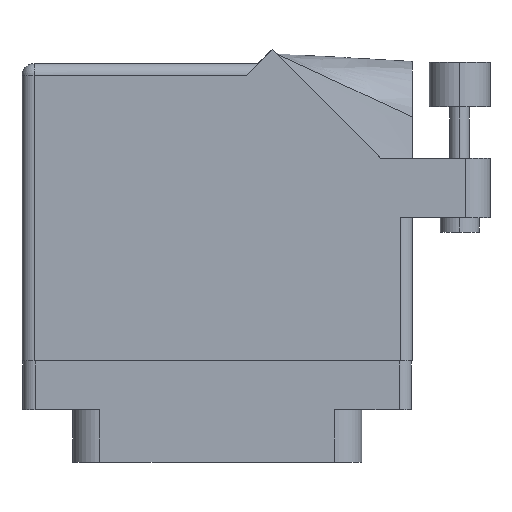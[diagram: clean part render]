
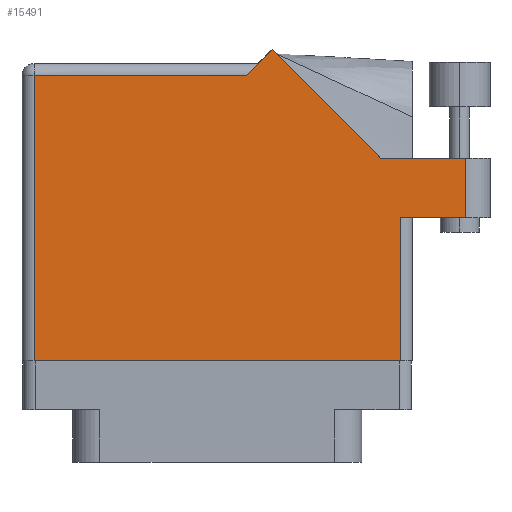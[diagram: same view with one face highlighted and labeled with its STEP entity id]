
A CAD part, front view. The second image highlights one B-rep face of the part: STEP entity #15491.
In plain terms, the highlighted face is planar.
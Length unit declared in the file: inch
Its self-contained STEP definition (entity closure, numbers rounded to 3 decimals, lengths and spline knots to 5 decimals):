
#228 = CARTESIAN_POINT ( 'NONE',  ( 0.83942, 0.944, 0.455 ) ) ;
#1869 = CARTESIAN_POINT ( 'NONE',  ( 1.28, 0.944, 0.455 ) ) ;
#2419 = CARTESIAN_POINT ( 'NONE',  ( -0.943, -0.1, 0.455 ) ) ;
#2824 = ORIENTED_EDGE ( 'NONE', *, *, #34470, .T. ) ;
#2880 = DIRECTION ( 'NONE',  ( -1., 0., 0. ) ) ;
#2943 = DIRECTION ( 'NONE',  ( 0., 1., 0. ) ) ;
#3234 = VERTEX_POINT ( 'NONE', #31794 ) ;
#3314 = EDGE_LOOP ( 'NONE', ( #6641, #12839, #4490, #17167, #25025, #33416, #2824, #7088, #34691 ) ) ;
#3774 = VECTOR ( 'NONE', #30033, 39.37008 ) ;
#4490 = ORIENTED_EDGE ( 'NONE', *, *, #22984, .T. ) ;
#5396 = LINE ( 'NONE', #27705, #32088 ) ;
#5674 = VERTEX_POINT ( 'NONE', #23958 ) ;
#5813 = EDGE_CURVE ( 'NONE', #3234, #25253, #8580, .T. ) ;
#6159 = CARTESIAN_POINT ( 'NONE',  ( 0.28271, 1.50071, 0.455 ) ) ;
#6641 = ORIENTED_EDGE ( 'NONE', *, *, #35508, .T. ) ;
#7045 = VERTEX_POINT ( 'NONE', #6159 ) ;
#7088 = ORIENTED_EDGE ( 'NONE', *, *, #5813, .T. ) ;
#7620 = LINE ( 'NONE', #26186, #12478 ) ;
#7807 = VERTEX_POINT ( 'NONE', #33479 ) ;
#8580 = LINE ( 'NONE', #30146, #28725 ) ;
#11246 = LINE ( 'NONE', #2419, #3774 ) ;
#11325 = EDGE_CURVE ( 'NONE', #27977, #7807, #15171, .T. ) ;
#11366 = DIRECTION ( 'NONE',  ( -1., 0., 0. ) ) ;
#12478 = VECTOR ( 'NONE', #26565, 39.37008 ) ;
#12715 = DIRECTION ( 'NONE',  ( -0.707, 0.707, 0. ) ) ;
#12718 = FACE_OUTER_BOUND ( 'NONE', #3314, .T. ) ;
#12769 = CARTESIAN_POINT ( 'NONE',  ( 0.212, 1.43, 0.455 ) ) ;
#12839 = ORIENTED_EDGE ( 'NONE', *, *, #14434, .T. ) ;
#13539 = EDGE_CURVE ( 'NONE', #35852, #7045, #22467, .T. ) ;
#14434 = EDGE_CURVE ( 'NONE', #5674, #29033, #25864, .T. ) ;
#14454 = CARTESIAN_POINT ( 'NONE',  ( 0.15, 1.368, 0.455 ) ) ;
#15171 = LINE ( 'NONE', #30084, #19571 ) ;
#15491 = ADVANCED_FACE ( 'NONE', ( #12718 ), #30495, .F. ) ;
#16193 = VERTEX_POINT ( 'NONE', #28472 ) ;
#16924 = EDGE_CURVE ( 'NONE', #7045, #27977, #30977, .T. ) ;
#17066 = CARTESIAN_POINT ( 'NONE',  ( 1.28, 0.944, 0.455 ) ) ;
#17167 = ORIENTED_EDGE ( 'NONE', *, *, #13539, .T. ) ;
#17621 = VECTOR ( 'NONE', #2943, 39.37008 ) ;
#19439 = DIRECTION ( 'NONE',  ( 0., 1., 0. ) ) ;
#19460 = DIRECTION ( 'NONE',  ( 1., 0., 0. ) ) ;
#19571 = VECTOR ( 'NONE', #32902, 39.37008 ) ;
#19595 = CARTESIAN_POINT ( 'NONE',  ( 1.405, 0.944, 0.455 ) ) ;
#19772 = EDGE_CURVE ( 'NONE', #25253, #16193, #5396, .T. ) ;
#20903 = AXIS2_PLACEMENT_3D ( 'NONE', #36224, #25005, #2880 ) ;
#22467 = LINE ( 'NONE', #32719, #31170 ) ;
#22652 = LINE ( 'NONE', #19595, #33548 ) ;
#22984 = EDGE_CURVE ( 'NONE', #29033, #35852, #22652, .T. ) ;
#23958 = CARTESIAN_POINT ( 'NONE',  ( 1.28, 0.637, 0.455 ) ) ;
#25005 = DIRECTION ( 'NONE',  ( 0., 0., -1. ) ) ;
#25025 = ORIENTED_EDGE ( 'NONE', *, *, #16924, .T. ) ;
#25253 = VERTEX_POINT ( 'NONE', #30420 ) ;
#25864 = LINE ( 'NONE', #17066, #17621 ) ;
#26186 = CARTESIAN_POINT ( 'NONE',  ( 1.005, 0.637, 0.455 ) ) ;
#26565 = DIRECTION ( 'NONE',  ( 1., 0., 0. ) ) ;
#27705 = CARTESIAN_POINT ( 'NONE',  ( 0.943, 0.637, 0.455 ) ) ;
#27977 = VERTEX_POINT ( 'NONE', #14454 ) ;
#28472 = CARTESIAN_POINT ( 'NONE',  ( 0.943, 0.637, 0.455 ) ) ;
#28725 = VECTOR ( 'NONE', #19460, 39.37008 ) ;
#28825 = VECTOR ( 'NONE', #34970, 39.37008 ) ;
#29033 = VERTEX_POINT ( 'NONE', #1869 ) ;
#30033 = DIRECTION ( 'NONE',  ( 0., -1., 0. ) ) ;
#30084 = CARTESIAN_POINT ( 'NONE',  ( -1.005, 1.368, 0.455 ) ) ;
#30146 = CARTESIAN_POINT ( 'NONE',  ( -1.005, -0.1, 0.455 ) ) ;
#30420 = CARTESIAN_POINT ( 'NONE',  ( 0.943, -0.1, 0.455 ) ) ;
#30495 = PLANE ( 'NONE',  #20903 ) ;
#30977 = LINE ( 'NONE', #12769, #28825 ) ;
#31170 = VECTOR ( 'NONE', #12715, 39.37008 ) ;
#31794 = CARTESIAN_POINT ( 'NONE',  ( -0.943, -0.1, 0.455 ) ) ;
#32088 = VECTOR ( 'NONE', #19439, 39.37008 ) ;
#32719 = CARTESIAN_POINT ( 'NONE',  ( 0.83942, 0.944, 0.455 ) ) ;
#32902 = DIRECTION ( 'NONE',  ( -1., 0., 0. ) ) ;
#33416 = ORIENTED_EDGE ( 'NONE', *, *, #11325, .T. ) ;
#33479 = CARTESIAN_POINT ( 'NONE',  ( -0.943, 1.368, 0.455 ) ) ;
#33548 = VECTOR ( 'NONE', #11366, 39.37008 ) ;
#34470 = EDGE_CURVE ( 'NONE', #7807, #3234, #11246, .T. ) ;
#34691 = ORIENTED_EDGE ( 'NONE', *, *, #19772, .T. ) ;
#34970 = DIRECTION ( 'NONE',  ( -0.707, -0.707, 0. ) ) ;
#35508 = EDGE_CURVE ( 'NONE', #16193, #5674, #7620, .T. ) ;
#35852 = VERTEX_POINT ( 'NONE', #228 ) ;
#36224 = CARTESIAN_POINT ( 'NONE',  ( -1.005, 1.43, 0.455 ) ) ;
